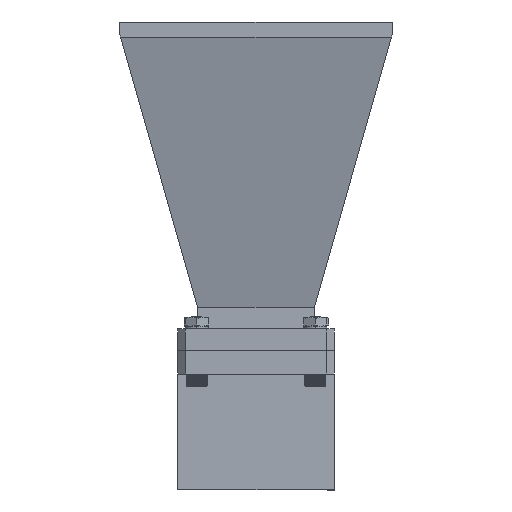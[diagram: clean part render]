
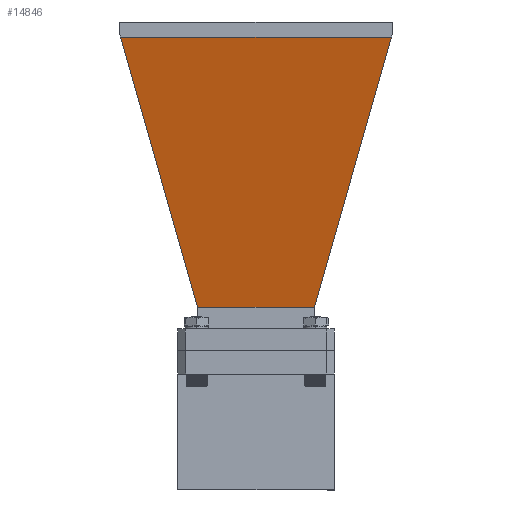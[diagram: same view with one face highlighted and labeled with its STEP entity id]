
A CAD part, front view. The second image highlights one B-rep face of the part: STEP entity #14846.
In plain terms, the highlighted face is planar.
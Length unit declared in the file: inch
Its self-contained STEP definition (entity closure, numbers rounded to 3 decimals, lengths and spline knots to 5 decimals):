
#311 = LINE ( 'NONE', #9131, #11038 ) ;
#1043 = VERTEX_POINT ( 'NONE', #2881 ) ;
#1538 = DIRECTION ( 'NONE',  ( 0., 1., 0. ) ) ;
#2465 = LINE ( 'NONE', #14435, #12775 ) ;
#2881 = CARTESIAN_POINT ( 'NONE',  ( -1.07672, -1.4586, 4.86585 ) ) ;
#3803 = ORIENTED_EDGE ( 'NONE', *, *, #16961, .T. ) ;
#4418 = EDGE_CURVE ( 'NONE', #15254, #11636, #311, .T. ) ;
#4677 = EDGE_CURVE ( 'NONE', #1043, #12130, #18017, .T. ) ;
#5600 = DIRECTION ( 'NONE',  ( -0.226, -0.267, 0.937 ) ) ;
#6391 = CARTESIAN_POINT ( 'NONE',  ( -1.07672, 1.4586, 4.86585 ) ) ;
#7380 = AXIS2_PLACEMENT_3D ( 'NONE', #12631, #12915, #18696 ) ;
#8208 = PLANE ( 'NONE',  #7380 ) ;
#9131 = CARTESIAN_POINT ( 'NONE',  ( -0.37303, 0., 1.95443 ) ) ;
#9229 = DIRECTION ( 'NONE',  ( 0., -1., 0. ) ) ;
#11038 = VECTOR ( 'NONE', #9229, 39.37008 ) ;
#11257 = FACE_OUTER_BOUND ( 'NONE', #13131, .T. ) ;
#11361 = CARTESIAN_POINT ( 'NONE',  ( -1.07672, 0., 4.86585 ) ) ;
#11636 = VERTEX_POINT ( 'NONE', #13295 ) ;
#12130 = VERTEX_POINT ( 'NONE', #6391 ) ;
#12297 = VECTOR ( 'NONE', #1538, 39.37008 ) ;
#12631 = CARTESIAN_POINT ( 'NONE',  ( -0.73955, 0., 3.47087 ) ) ;
#12775 = VECTOR ( 'NONE', #5600, 39.37008 ) ;
#12915 = DIRECTION ( 'NONE',  ( -0.972, 0., -0.235 ) ) ;
#12975 = EDGE_CURVE ( 'NONE', #12130, #15254, #17298, .T. ) ;
#13070 = DIRECTION ( 'NONE',  ( 0.226, -0.267, -0.937 ) ) ;
#13101 = ORIENTED_EDGE ( 'NONE', *, *, #4418, .T. ) ;
#13131 = EDGE_LOOP ( 'NONE', ( #13101, #3803, #13682, #13833 ) ) ;
#13295 = CARTESIAN_POINT ( 'NONE',  ( -0.37303, -0.62884, 1.95443 ) ) ;
#13682 = ORIENTED_EDGE ( 'NONE', *, *, #4677, .T. ) ;
#13833 = ORIENTED_EDGE ( 'NONE', *, *, #12975, .T. ) ;
#14435 = CARTESIAN_POINT ( 'NONE',  ( -0.37303, -0.62884, 1.95443 ) ) ;
#14846 = ADVANCED_FACE ( 'NONE', ( #11257 ), #8208, .T. ) ;
#15254 = VERTEX_POINT ( 'NONE', #16231 ) ;
#16231 = CARTESIAN_POINT ( 'NONE',  ( -0.37303, 0.62884, 1.95443 ) ) ;
#16961 = EDGE_CURVE ( 'NONE', #11636, #1043, #2465, .T. ) ;
#17020 = VECTOR ( 'NONE', #13070, 39.37008 ) ;
#17298 = LINE ( 'NONE', #17486, #17020 ) ;
#17486 = CARTESIAN_POINT ( 'NONE',  ( -1.07672, 1.4586, 4.86585 ) ) ;
#18017 = LINE ( 'NONE', #11361, #12297 ) ;
#18696 = DIRECTION ( 'NONE',  ( -0.235, 0., 0.972 ) ) ;
